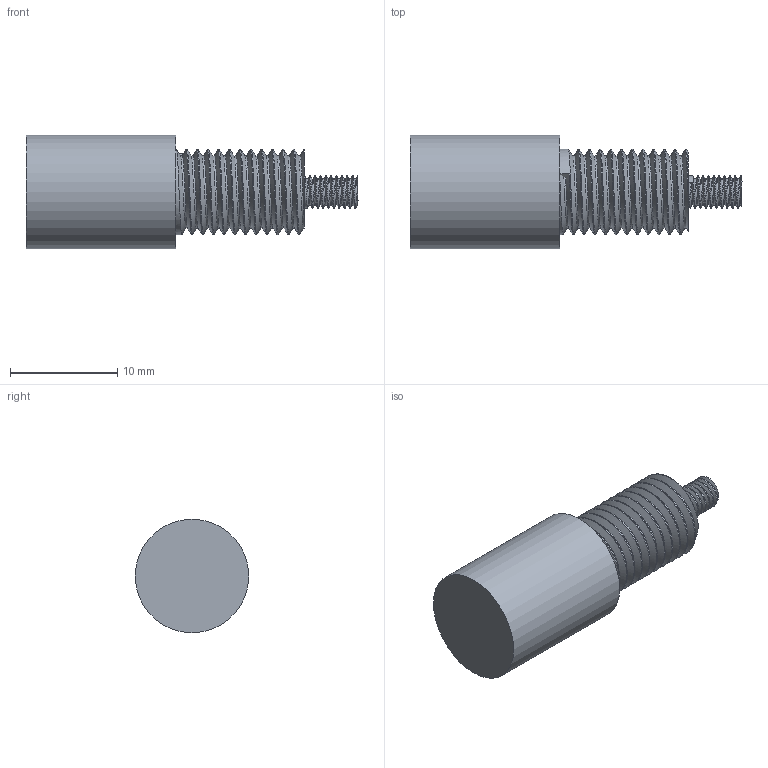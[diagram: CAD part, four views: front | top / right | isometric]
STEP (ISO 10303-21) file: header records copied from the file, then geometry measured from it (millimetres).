
FILE_DESCRIPTION(/* description */ (''),/* implementation_level */ '2;1');
FILE_NAME(/* name */ 'EX-6HA.stp',/* time_stamp */ '2023-04-10T10:17:52+08:00',/* author */ (''),/* organization */ (''),/* preprocessor_version */ 'ST-DEVELOPER v16.7',/* originating_system */ 'SIEMENS PLM Software NX 12.0',/* authorisation */ '');
FILE_SCHEMA (('AUTOMOTIVE_DESIGN { 1 0 10303 214 3 1 1 1 }'));
Length unit declared in the file: millimetre
Products named in the file (1): EX-6HA
Bounding box: 31 x 10.6 x 10.6 mm (x, y, z)
Volume: 1808.5 mm3; surface area: 1168.9 mm2
Topology: 1 solids, 1 shells, 17 faces, 39 edges, 26 vertices
Faces by surface type: plane 6, bspline 6, cylinder 5
Full cylindrical faces by diameter (mm): 10.6 x1
Entity records: 8014 total; most frequent: CARTESIAN_POINT 7662, ORIENTED_EDGE 76, DIRECTION 46, EDGE_CURVE 38, VERTEX_POINT 26, B_SPLINE_CURVE_WITH_KNOTS 24, EDGE_LOOP 20, AXIS2_PLACEMENT_3D 20
